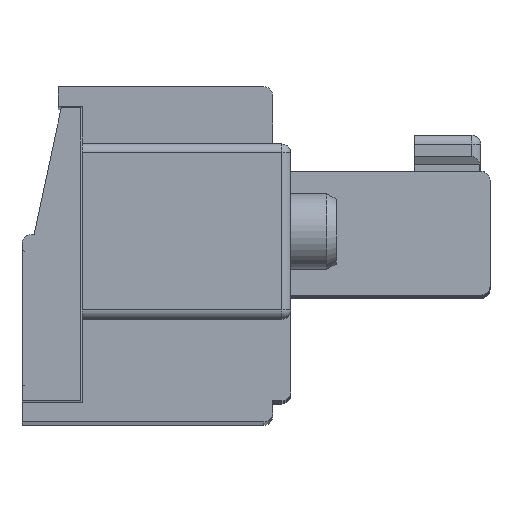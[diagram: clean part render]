
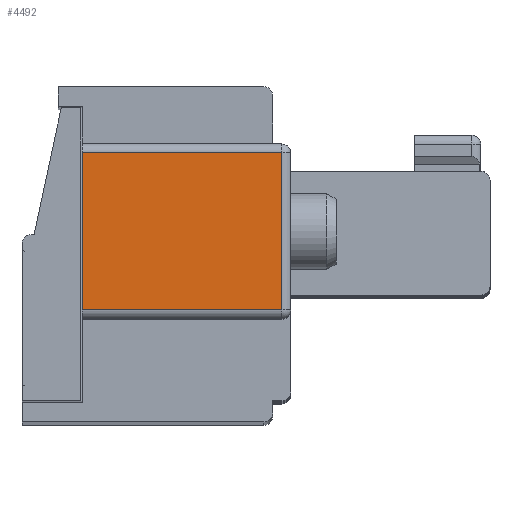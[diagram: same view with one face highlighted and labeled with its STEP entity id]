
A CAD part, top view. The second image highlights one B-rep face of the part: STEP entity #4492.
In plain terms, the highlighted planar face has unit normal (0, 0, 1).
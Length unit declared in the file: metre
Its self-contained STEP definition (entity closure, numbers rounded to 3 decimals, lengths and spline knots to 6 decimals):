
#4492=ADVANCED_FACE('',(#9207),#9208,.T.);
#9207=FACE_OUTER_BOUND('',#13944,.T.);
#9208=PLANE('',#13945);
#13944=EDGE_LOOP('',(#27435,#27436,#27437,#27438));
#13945=AXIS2_PLACEMENT_3D('',#27439,#27440,#27441);
#27435=ORIENTED_EDGE('',*,*,#30183,.T.);
#27436=ORIENTED_EDGE('',*,*,#32908,.T.);
#27437=ORIENTED_EDGE('',*,*,#32909,.T.);
#27438=ORIENTED_EDGE('',*,*,#32910,.T.);
#27439=CARTESIAN_POINT('',(0.21145,0.028424,0.0545));
#27440=DIRECTION('',(0.,0.,1.0));
#27441=DIRECTION('',(1.0,0.,0.0));
#30183=EDGE_CURVE('',#37189,#37187,#37190,.T.);
#32908=EDGE_CURVE('',#37187,#40700,#40701,.T.);
#32909=EDGE_CURVE('',#40700,#40702,#40703,.T.);
#32910=EDGE_CURVE('',#40702,#37189,#40704,.T.);
#37187=VERTEX_POINT('',#47394);
#37189=VERTEX_POINT('',#47396);
#37190=LINE('',#47397,#47398);
#40700=VERTEX_POINT('',#52484);
#40701=LINE('',#52485,#52486);
#40702=VERTEX_POINT('',#52487);
#40703=LINE('',#52488,#52489);
#40704=LINE('',#52490,#52491);
#47394=CARTESIAN_POINT('',(0.20485,0.023224,0.0545));
#47396=CARTESIAN_POINT('',(0.20485,0.028424,0.0545));
#47397=CARTESIAN_POINT('',(0.20485,0.022924,0.0545));
#47398=VECTOR('',#55439,1.0);
#52484=CARTESIAN_POINT('',(0.21145,0.023224,0.0545));
#52485=CARTESIAN_POINT('',(0.21145,0.023224,0.0545));
#52486=VECTOR('',#57838,1.0);
#52487=CARTESIAN_POINT('',(0.21145,0.028424,0.0545));
#52488=CARTESIAN_POINT('',(0.21145,0.028424,0.0545));
#52489=VECTOR('',#57839,1.0);
#52490=CARTESIAN_POINT('',(0.21145,0.028424,0.0545));
#52491=VECTOR('',#57840,1.0);
#55439=DIRECTION('',(0.,-1.0,0.));
#57838=DIRECTION('',(1.0,0.0,0.));
#57839=DIRECTION('',(0.0,1.0,0.));
#57840=DIRECTION('',(-1.0,0.,0.));
